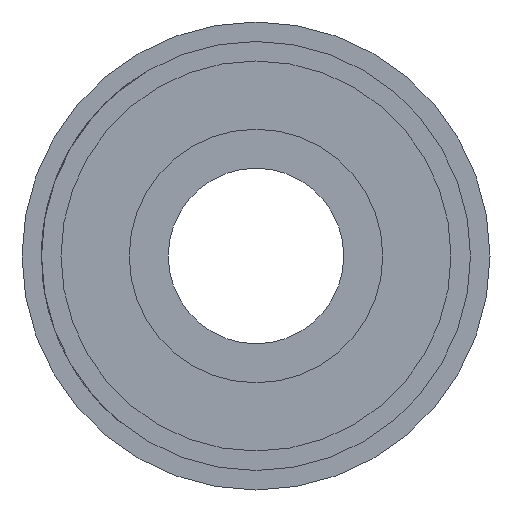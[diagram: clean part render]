
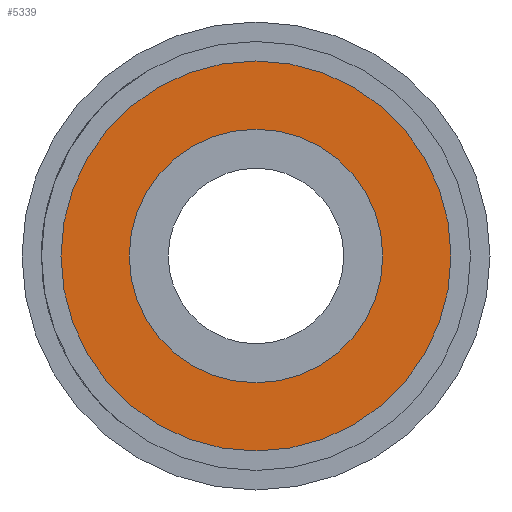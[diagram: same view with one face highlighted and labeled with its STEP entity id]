
A CAD part, left-side view. The second image highlights one B-rep face of the part: STEP entity #5339.
In plain terms, the highlighted planar face has unit normal (-1, 0, 0).
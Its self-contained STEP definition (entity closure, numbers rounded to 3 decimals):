
#82 = DIRECTION ( 'NONE',  ( -1., 0., 0. ) ) ;
#218 = VERTEX_POINT ( 'NONE', #4926 ) ;
#390 = CARTESIAN_POINT ( 'NONE',  ( 0., 0., -10. ) ) ;
#632 = AXIS2_PLACEMENT_3D ( 'NONE', #8525, #4462, #1255 ) ;
#799 = CARTESIAN_POINT ( 'NONE',  ( 0., 0., 0. ) ) ;
#844 = CARTESIAN_POINT ( 'NONE',  ( 0., 0., 0. ) ) ;
#947 = DIRECTION ( 'NONE',  ( 0., 0., 1. ) ) ;
#1049 = ORIENTED_EDGE ( 'NONE', *, *, #6346, .T. ) ;
#1091 = AXIS2_PLACEMENT_3D ( 'NONE', #7655, #2279, #6443 ) ;
#1153 = CARTESIAN_POINT ( 'NONE',  ( 0., 0., 6.5 ) ) ;
#1255 = DIRECTION ( 'NONE',  ( 0., 0., 1. ) ) ;
#1377 = DIRECTION ( 'NONE',  ( 0., 0., 1. ) ) ;
#1486 = PLANE ( 'NONE',  #1091 ) ;
#1720 = AXIS2_PLACEMENT_3D ( 'NONE', #799, #82, #1377 ) ;
#1769 = EDGE_LOOP ( 'NONE', ( #1049, #5118 ) ) ;
#2063 = VERTEX_POINT ( 'NONE', #390 ) ;
#2273 = ORIENTED_EDGE ( 'NONE', *, *, #4144, .F. ) ;
#2279 = DIRECTION ( 'NONE',  ( -1., 0., 0. ) ) ;
#2807 = FACE_BOUND ( 'NONE', #4093, .T. ) ;
#3009 = CIRCLE ( 'NONE', #632, 10. ) ;
#3447 = DIRECTION ( 'NONE',  ( -1., 0., 0. ) ) ;
#3451 = CIRCLE ( 'NONE', #4580, 6.5 ) ;
#3503 = ORIENTED_EDGE ( 'NONE', *, *, #7591, .F. ) ;
#4093 = EDGE_LOOP ( 'NONE', ( #3503, #2273 ) ) ;
#4144 = EDGE_CURVE ( 'NONE', #4777, #8101, #8632, .T. ) ;
#4462 = DIRECTION ( 'NONE',  ( -1., 0., 0. ) ) ;
#4580 = AXIS2_PLACEMENT_3D ( 'NONE', #6988, #8229, #947 ) ;
#4777 = VERTEX_POINT ( 'NONE', #5076 ) ;
#4834 = FACE_OUTER_BOUND ( 'NONE', #1769, .T. ) ;
#4926 = CARTESIAN_POINT ( 'NONE',  ( 0., 0., 10. ) ) ;
#5076 = CARTESIAN_POINT ( 'NONE',  ( 0., 0., -6.5 ) ) ;
#5118 = ORIENTED_EDGE ( 'NONE', *, *, #8394, .T. ) ;
#5339 = ADVANCED_FACE ( 'NONE', ( #2807, #4834 ), #1486, .T. ) ;
#5818 = DIRECTION ( 'NONE',  ( 0., 0., 1. ) ) ;
#6346 = EDGE_CURVE ( 'NONE', #218, #2063, #3009, .T. ) ;
#6443 = DIRECTION ( 'NONE',  ( 0., 0., 1. ) ) ;
#6988 = CARTESIAN_POINT ( 'NONE',  ( 0., 0., 0. ) ) ;
#7262 = AXIS2_PLACEMENT_3D ( 'NONE', #844, #3447, #5818 ) ;
#7591 = EDGE_CURVE ( 'NONE', #8101, #4777, #3451, .T. ) ;
#7655 = CARTESIAN_POINT ( 'NONE',  ( 0., 0., 0. ) ) ;
#8101 = VERTEX_POINT ( 'NONE', #1153 ) ;
#8112 = CIRCLE ( 'NONE', #7262, 10. ) ;
#8229 = DIRECTION ( 'NONE',  ( -1., 0., 0. ) ) ;
#8394 = EDGE_CURVE ( 'NONE', #2063, #218, #8112, .T. ) ;
#8525 = CARTESIAN_POINT ( 'NONE',  ( 0., 0., 0. ) ) ;
#8632 = CIRCLE ( 'NONE', #1720, 6.5 ) ;
